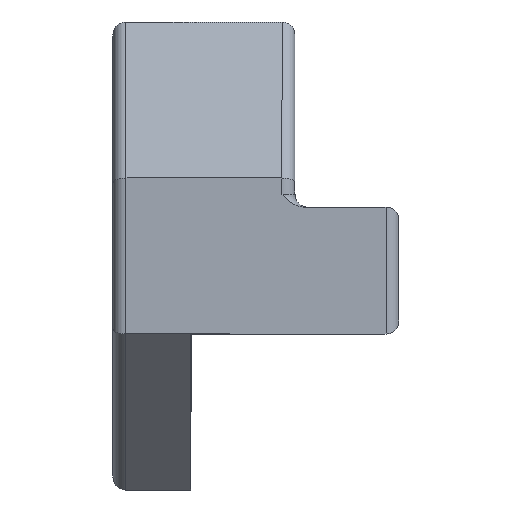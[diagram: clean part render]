
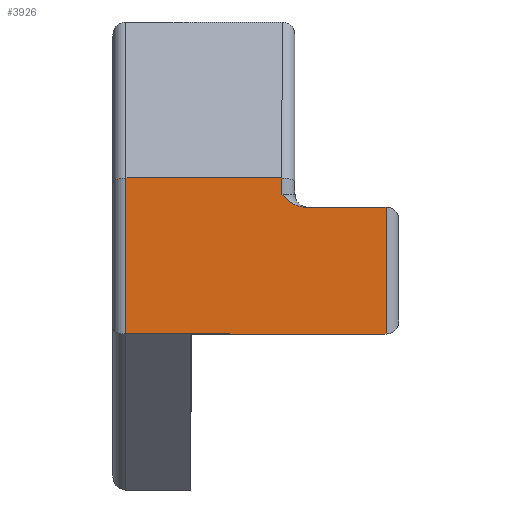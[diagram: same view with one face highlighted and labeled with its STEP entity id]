
A CAD part, left-side view. The second image highlights one B-rep face of the part: STEP entity #3926.
In plain terms, the highlighted planar face has unit normal (-1, 0, 0).
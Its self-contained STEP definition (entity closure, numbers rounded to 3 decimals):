
#107=PLANE('',#4228);
#220=LINE('',#5888,#603);
#301=LINE('',#6392,#684);
#310=LINE('',#6416,#693);
#311=LINE('',#6418,#694);
#312=LINE('',#6420,#695);
#313=LINE('',#6422,#696);
#314=LINE('',#6423,#697);
#603=VECTOR('',#4571,10.);
#684=VECTOR('',#4806,10.);
#693=VECTOR('',#4831,10.);
#694=VECTOR('',#4832,10.);
#695=VECTOR('',#4833,10.);
#696=VECTOR('',#4834,10.);
#697=VECTOR('',#4835,10.);
#1147=FACE_OUTER_BOUND('',#1387,.T.);
#1387=EDGE_LOOP('',(#2923,#2924,#2925,#2926,#2927,#2928,#2929,#2930));
#1586=B_SPLINE_CURVE_WITH_KNOTS('',3,(#5808,#5809,#5810,#5811,#5812,#5813),
 .UNSPECIFIED.,.F.,.F.,(4,2,4),(0.,0.059,0.097),
 .UNSPECIFIED.);
#1737=VERTEX_POINT('',#5805);
#1738=VERTEX_POINT('',#5807);
#1743=VERTEX_POINT('',#5887);
#1835=VERTEX_POINT('',#6390);
#1842=VERTEX_POINT('',#6415);
#1843=VERTEX_POINT('',#6417);
#1844=VERTEX_POINT('',#6419);
#1845=VERTEX_POINT('',#6421);
#2092=EDGE_CURVE('',#1737,#1738,#1586,.T.);
#2100=EDGE_CURVE('',#1738,#1743,#220,.T.);
#2233=EDGE_CURVE('',#1835,#1737,#301,.T.);
#2245=EDGE_CURVE('',#1835,#1842,#310,.T.);
#2246=EDGE_CURVE('',#1843,#1842,#311,.T.);
#2247=EDGE_CURVE('',#1844,#1843,#312,.T.);
#2248=EDGE_CURVE('',#1844,#1845,#313,.T.);
#2249=EDGE_CURVE('',#1743,#1845,#314,.T.);
#2923=ORIENTED_EDGE('',*,*,#2092,.F.);
#2924=ORIENTED_EDGE('',*,*,#2233,.F.);
#2925=ORIENTED_EDGE('',*,*,#2245,.T.);
#2926=ORIENTED_EDGE('',*,*,#2246,.F.);
#2927=ORIENTED_EDGE('',*,*,#2247,.F.);
#2928=ORIENTED_EDGE('',*,*,#2248,.T.);
#2929=ORIENTED_EDGE('',*,*,#2249,.F.);
#2930=ORIENTED_EDGE('',*,*,#2100,.F.);
#3926=ADVANCED_FACE('',(#1147),#107,.T.);
#4228=AXIS2_PLACEMENT_3D('',#6414,#4829,#4830);
#4571=DIRECTION('',(0.,-1.,0.));
#4806=DIRECTION('',(0.,0.,-1.));
#4829=DIRECTION('center_axis',(-1.,0.,0.));
#4830=DIRECTION('ref_axis',(0.,0.,1.));
#4831=DIRECTION('',(0.,1.,0.));
#4832=DIRECTION('',(0.,0.,1.));
#4833=DIRECTION('',(0.,1.,0.));
#4834=DIRECTION('',(0.,-1.,0.));
#4835=DIRECTION('',(0.,0.,-1.));
#5805=CARTESIAN_POINT('',(-17.992,-3.5,2.342));
#5807=CARTESIAN_POINT('',(-17.992,-4.366,1.842));
#5808=CARTESIAN_POINT('Ctrl Pts',(-17.992,-3.5,2.342));
#5809=CARTESIAN_POINT('Ctrl Pts',(-17.992,-3.639,2.204));
#5810=CARTESIAN_POINT('Ctrl Pts',(-17.992,-3.808,2.041));
#5811=CARTESIAN_POINT('Ctrl Pts',(-17.992,-4.092,1.887));
#5812=CARTESIAN_POINT('Ctrl Pts',(-17.992,-4.239,1.842));
#5813=CARTESIAN_POINT('Ctrl Pts',(-17.992,-4.366,1.842));
#5887=CARTESIAN_POINT('',(-17.992,-7.5,1.842));
#5888=CARTESIAN_POINT('',(-17.992,-4.,1.842));
#6390=CARTESIAN_POINT('',(-17.992,-3.5,2.967));
#6392=CARTESIAN_POINT('',(-17.992,-3.5,-0.033));
#6414=CARTESIAN_POINT('Origin',(-17.992,0.,
-3.033));
#6415=CARTESIAN_POINT('',(-17.992,2.5,2.967));
#6416=CARTESIAN_POINT('',(-17.992,0.,2.967));
#6417=CARTESIAN_POINT('',(-17.992,2.5,-3.033));
#6418=CARTESIAN_POINT('',(-17.992,2.5,-1.533));
#6419=CARTESIAN_POINT('',(-17.992,0.,-3.033));
#6420=CARTESIAN_POINT('',(-17.992,0.,-3.033));
#6421=CARTESIAN_POINT('',(-17.992,-7.5,-3.033));
#6422=CARTESIAN_POINT('',(-17.992,0.,-3.033));
#6423=CARTESIAN_POINT('',(-17.992,-7.5,-1.814));
